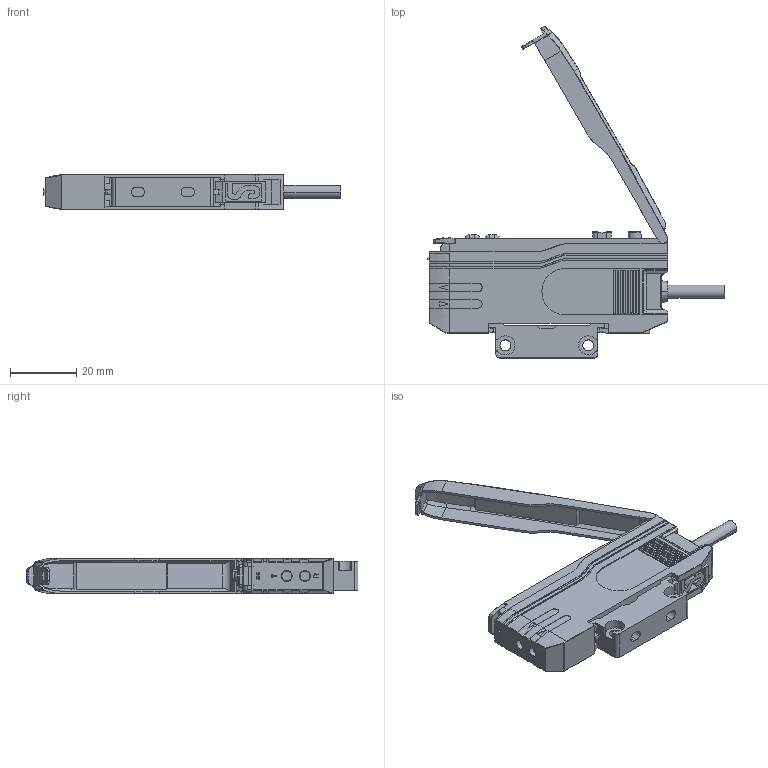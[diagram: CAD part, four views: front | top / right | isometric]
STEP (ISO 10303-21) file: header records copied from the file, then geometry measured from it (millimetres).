
FILE_DESCRIPTION((''),'2;1');
FILE_NAME('ER3-H_ASM','2021-06-10T10:30:02',('Administrator'),(''),'CREO PARAMETRIC BY PTC INC, 2018400','CREO PARAMETRIC BY PTC INC, 2018400','');
FILE_SCHEMA(('CONFIG_CONTROL_DESIGN'));
Products named in the file (4): PRT0001SP-0001-01; PRT0003SP-0001-01; PLASTIC-ER3-H; ER3-H_ASM
Assembly tree (3 placements, depth 2):
  ER3-H_ASM
    PRT0001SP-0001-01
    PRT0003SP-0001-01
    PLASTIC-ER3-H
Bounding box: 89.8 x 100.18 x 10.5 mm (x, y, z)
Volume: 21188.5 mm3; surface area: 15047.1 mm2
Topology: 5 solids, 17 shells, 1633 faces, 4347 edges, 2816 vertices
Faces by surface type: plane 850, cylinder 366, extrusion 222, bspline 109, torus 42, sphere 26, cone 18
Entity records: 59844 total; most frequent: CARTESIAN_POINT 20236, ORIENTED_EDGE 8648, DIRECTION 7341, EDGE_CURVE 4324, VECTOR 2865, VERTEX_POINT 2816, LINE 2643, AXIS2_PLACEMENT_3D 2238
